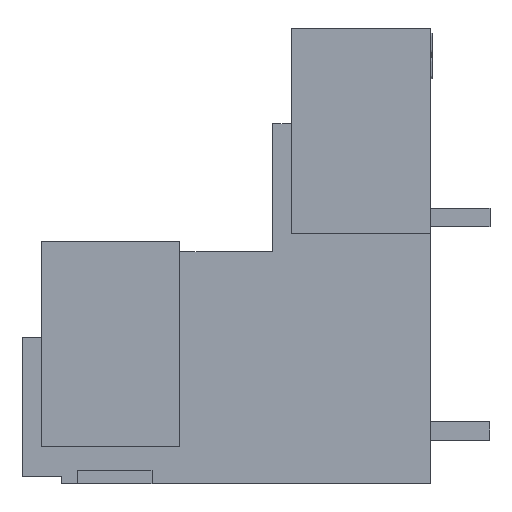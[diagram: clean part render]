
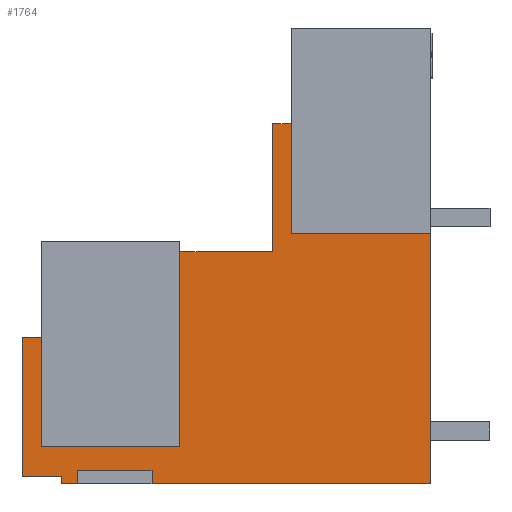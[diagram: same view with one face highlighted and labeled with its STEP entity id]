
A CAD part, left-side view. The second image highlights one B-rep face of the part: STEP entity #1764.
In plain terms, the highlighted planar face has unit normal (-1, 0, 0).
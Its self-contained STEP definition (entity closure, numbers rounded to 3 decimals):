
#1646=AXIS2_PLACEMENT_3D('Plane Axis2P3D',#1643,#1644,#1645) ;
#124=CARTESIAN_POINT('Vertex',(3.45,16.7,12.5)) ;
#127=CARTESIAN_POINT('Line Origine',(3.45,14.2,12.5)) ;
#131=CARTESIAN_POINT('Vertex',(3.45,11.7,12.5)) ;
#543=CARTESIAN_POINT('Line Origine',(3.45,24.175,4.95)) ;
#547=CARTESIAN_POINT('Vertex',(3.45,24.175,7.9)) ;
#549=CARTESIAN_POINT('Vertex',(3.45,24.175,2.)) ;
#1306=CARTESIAN_POINT('Line Origine',(3.45,20.438,2.)) ;
#1310=CARTESIAN_POINT('Vertex',(3.45,16.7,2.)) ;
#1382=CARTESIAN_POINT('Line Origine',(3.45,16.7,7.25)) ;
#1643=CARTESIAN_POINT('Axis2P3D Location',(3.45,3.2,0.4)) ;
#1648=CARTESIAN_POINT('Line Origine',(3.45,10.7,0.)) ;
#1652=CARTESIAN_POINT('Vertex',(3.45,18.2,0.)) ;
#1654=CARTESIAN_POINT('Vertex',(3.45,3.2,0.)) ;
#1657=CARTESIAN_POINT('Line Origine',(3.45,3.2,6.75)) ;
#1661=CARTESIAN_POINT('Vertex',(3.45,3.2,13.5)) ;
#1664=CARTESIAN_POINT('Line Origine',(3.45,6.95,13.5)) ;
#1668=CARTESIAN_POINT('Vertex',(3.45,10.7,13.5)) ;
#1671=CARTESIAN_POINT('Line Origine',(3.45,10.7,16.45)) ;
#1675=CARTESIAN_POINT('Vertex',(3.45,10.7,19.4)) ;
#1678=CARTESIAN_POINT('Line Origine',(3.45,11.2,19.4)) ;
#1682=CARTESIAN_POINT('Vertex',(3.45,11.7,19.4)) ;
#1685=CARTESIAN_POINT('Line Origine',(3.45,11.7,15.95)) ;
#1690=CARTESIAN_POINT('Line Origine',(3.45,24.687,7.9)) ;
#1694=CARTESIAN_POINT('Vertex',(3.45,25.2,7.9)) ;
#1697=CARTESIAN_POINT('Line Origine',(3.45,25.2,4.15)) ;
#1701=CARTESIAN_POINT('Vertex',(3.45,25.2,0.4)) ;
#1704=CARTESIAN_POINT('Line Origine',(3.45,24.145,0.4)) ;
#1708=CARTESIAN_POINT('Vertex',(3.45,23.09,0.4)) ;
#1711=CARTESIAN_POINT('Line Origine',(3.45,23.09,0.2)) ;
#1715=CARTESIAN_POINT('Vertex',(3.45,23.09,0.)) ;
#1718=CARTESIAN_POINT('Line Origine',(3.45,22.645,0.)) ;
#1722=CARTESIAN_POINT('Vertex',(3.45,22.2,0.)) ;
#1725=CARTESIAN_POINT('Line Origine',(3.45,22.2,0.35)) ;
#1729=CARTESIAN_POINT('Vertex',(3.45,22.2,0.7)) ;
#1732=CARTESIAN_POINT('Line Origine',(3.45,20.2,0.7)) ;
#1736=CARTESIAN_POINT('Vertex',(3.45,18.2,0.7)) ;
#1739=CARTESIAN_POINT('Line Origine',(3.45,18.2,0.35)) ;
#128=DIRECTION('Vector Direction',(0.,1.,0.)) ;
#544=DIRECTION('Vector Direction',(0.,0.,-1.)) ;
#1307=DIRECTION('Vector Direction',(0.,-1.,0.)) ;
#1383=DIRECTION('Vector Direction',(0.,0.,-1.)) ;
#1644=DIRECTION('Axis2P3D Direction',(-1.,0.,0.)) ;
#1645=DIRECTION('Axis2P3D XDirection',(0.,0.,-1.)) ;
#1649=DIRECTION('Vector Direction',(0.,-1.,0.)) ;
#1658=DIRECTION('Vector Direction',(0.,0.,1.)) ;
#1665=DIRECTION('Vector Direction',(0.,-1.,0.)) ;
#1672=DIRECTION('Vector Direction',(0.,0.,-1.)) ;
#1679=DIRECTION('Vector Direction',(0.,1.,0.)) ;
#1686=DIRECTION('Vector Direction',(0.,0.,-1.)) ;
#1691=DIRECTION('Vector Direction',(0.,1.,0.)) ;
#1698=DIRECTION('Vector Direction',(0.,0.,-1.)) ;
#1705=DIRECTION('Vector Direction',(0.,-1.,0.)) ;
#1712=DIRECTION('Vector Direction',(0.,0.,-1.)) ;
#1719=DIRECTION('Vector Direction',(0.,-1.,0.)) ;
#1726=DIRECTION('Vector Direction',(0.,0.,1.)) ;
#1733=DIRECTION('Vector Direction',(0.,-1.,0.)) ;
#1740=DIRECTION('Vector Direction',(0.,0.,1.)) ;
#129=VECTOR('Line Direction',#128,1.) ;
#545=VECTOR('Line Direction',#544,1.) ;
#1308=VECTOR('Line Direction',#1307,1.) ;
#1384=VECTOR('Line Direction',#1383,1.) ;
#1650=VECTOR('Line Direction',#1649,1.) ;
#1659=VECTOR('Line Direction',#1658,1.) ;
#1666=VECTOR('Line Direction',#1665,1.) ;
#1673=VECTOR('Line Direction',#1672,1.) ;
#1680=VECTOR('Line Direction',#1679,1.) ;
#1687=VECTOR('Line Direction',#1686,1.) ;
#1692=VECTOR('Line Direction',#1691,1.) ;
#1699=VECTOR('Line Direction',#1698,1.) ;
#1706=VECTOR('Line Direction',#1705,1.) ;
#1713=VECTOR('Line Direction',#1712,1.) ;
#1720=VECTOR('Line Direction',#1719,1.) ;
#1727=VECTOR('Line Direction',#1726,1.) ;
#1734=VECTOR('Line Direction',#1733,1.) ;
#1741=VECTOR('Line Direction',#1740,1.) ;
#1745=ORIENTED_EDGE('',*,*,#1656,.T.) ;
#1746=ORIENTED_EDGE('',*,*,#1663,.T.) ;
#1747=ORIENTED_EDGE('',*,*,#1670,.F.) ;
#1748=ORIENTED_EDGE('',*,*,#1677,.F.) ;
#1749=ORIENTED_EDGE('',*,*,#1684,.T.) ;
#1750=ORIENTED_EDGE('',*,*,#1689,.T.) ;
#1751=ORIENTED_EDGE('',*,*,#133,.T.) ;
#1752=ORIENTED_EDGE('',*,*,#1386,.T.) ;
#1753=ORIENTED_EDGE('',*,*,#1312,.F.) ;
#1754=ORIENTED_EDGE('',*,*,#551,.F.) ;
#1755=ORIENTED_EDGE('',*,*,#1696,.T.) ;
#1756=ORIENTED_EDGE('',*,*,#1703,.T.) ;
#1757=ORIENTED_EDGE('',*,*,#1710,.T.) ;
#1758=ORIENTED_EDGE('',*,*,#1717,.T.) ;
#1759=ORIENTED_EDGE('',*,*,#1724,.T.) ;
#1760=ORIENTED_EDGE('',*,*,#1731,.T.) ;
#1761=ORIENTED_EDGE('',*,*,#1738,.T.) ;
#1762=ORIENTED_EDGE('',*,*,#1743,.F.) ;
#1764=ADVANCED_FACE('HOUSING',(#1763),#1647,.T.) ;
#133=EDGE_CURVE('',#132,#125,#130,.T.) ;
#551=EDGE_CURVE('',#548,#550,#546,.T.) ;
#1312=EDGE_CURVE('',#550,#1311,#1309,.T.) ;
#1386=EDGE_CURVE('',#125,#1311,#1385,.T.) ;
#1656=EDGE_CURVE('',#1653,#1655,#1651,.T.) ;
#1663=EDGE_CURVE('',#1655,#1662,#1660,.T.) ;
#1670=EDGE_CURVE('',#1669,#1662,#1667,.T.) ;
#1677=EDGE_CURVE('',#1676,#1669,#1674,.T.) ;
#1684=EDGE_CURVE('',#1676,#1683,#1681,.T.) ;
#1689=EDGE_CURVE('',#1683,#132,#1688,.T.) ;
#1696=EDGE_CURVE('',#548,#1695,#1693,.T.) ;
#1703=EDGE_CURVE('',#1695,#1702,#1700,.T.) ;
#1710=EDGE_CURVE('',#1702,#1709,#1707,.T.) ;
#1717=EDGE_CURVE('',#1709,#1716,#1714,.T.) ;
#1724=EDGE_CURVE('',#1716,#1723,#1721,.T.) ;
#1731=EDGE_CURVE('',#1723,#1730,#1728,.T.) ;
#1738=EDGE_CURVE('',#1730,#1737,#1735,.T.) ;
#1743=EDGE_CURVE('',#1653,#1737,#1742,.T.) ;
#1744=EDGE_LOOP('',(#1745,#1746,#1747,#1748,#1749,#1750,#1751,#1752,#1753,#1754,#1755,#1756,#1757,#1758,#1759,#1760,#1761,#1762)) ;
#1763=FACE_OUTER_BOUND('',#1744,.T.) ;
#130=LINE('Line',#127,#129) ;
#546=LINE('Line',#543,#545) ;
#1309=LINE('Line',#1306,#1308) ;
#1385=LINE('Line',#1382,#1384) ;
#1651=LINE('Line',#1648,#1650) ;
#1660=LINE('Line',#1657,#1659) ;
#1667=LINE('Line',#1664,#1666) ;
#1674=LINE('Line',#1671,#1673) ;
#1681=LINE('Line',#1678,#1680) ;
#1688=LINE('Line',#1685,#1687) ;
#1693=LINE('Line',#1690,#1692) ;
#1700=LINE('Line',#1697,#1699) ;
#1707=LINE('Line',#1704,#1706) ;
#1714=LINE('Line',#1711,#1713) ;
#1721=LINE('Line',#1718,#1720) ;
#1728=LINE('Line',#1725,#1727) ;
#1735=LINE('Line',#1732,#1734) ;
#1742=LINE('Line',#1739,#1741) ;
#1647=PLANE('',#1646) ;
#125=VERTEX_POINT('',#124) ;
#132=VERTEX_POINT('',#131) ;
#548=VERTEX_POINT('',#547) ;
#550=VERTEX_POINT('',#549) ;
#1311=VERTEX_POINT('',#1310) ;
#1653=VERTEX_POINT('',#1652) ;
#1655=VERTEX_POINT('',#1654) ;
#1662=VERTEX_POINT('',#1661) ;
#1669=VERTEX_POINT('',#1668) ;
#1676=VERTEX_POINT('',#1675) ;
#1683=VERTEX_POINT('',#1682) ;
#1695=VERTEX_POINT('',#1694) ;
#1702=VERTEX_POINT('',#1701) ;
#1709=VERTEX_POINT('',#1708) ;
#1716=VERTEX_POINT('',#1715) ;
#1723=VERTEX_POINT('',#1722) ;
#1730=VERTEX_POINT('',#1729) ;
#1737=VERTEX_POINT('',#1736) ;
